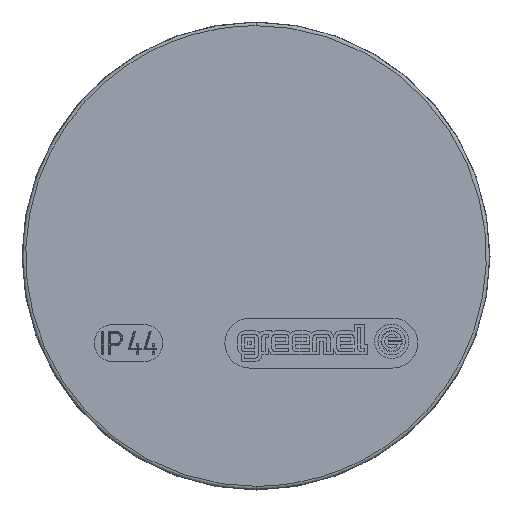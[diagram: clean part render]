
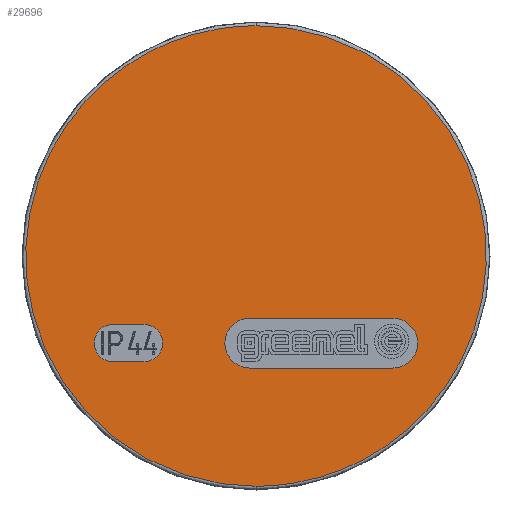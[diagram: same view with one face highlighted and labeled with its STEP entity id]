
A CAD part, front view. The second image highlights one B-rep face of the part: STEP entity #29696.
In plain terms, the highlighted planar face has unit normal (0, -1, 0).
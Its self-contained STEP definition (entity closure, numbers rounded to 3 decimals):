
#78 = VERTEX_POINT ( 'NONE', #14640 ) ;
#1477 = EDGE_CURVE ( 'NONE', #16203, #35356, #32669, .T. ) ;
#1545 = DIRECTION ( 'NONE',  ( 0., 1., 0. ) ) ;
#1817 = ORIENTED_EDGE ( 'NONE', *, *, #16885, .F. ) ;
#2005 = DIRECTION ( 'NONE',  ( 0., 0., -1. ) ) ;
#2391 = ORIENTED_EDGE ( 'NONE', *, *, #8400, .F. ) ;
#2887 = DIRECTION ( 'NONE',  ( 0., -1., 0. ) ) ;
#3145 = VECTOR ( 'NONE', #45791, 1000. ) ;
#3339 = CARTESIAN_POINT ( 'NONE',  ( 22., 0., -10. ) ) ;
#4473 = PLANE ( 'NONE',  #19595 ) ;
#4616 = VERTEX_POINT ( 'NONE', #3339 ) ;
#4682 = VECTOR ( 'NONE', #10076, 1000. ) ;
#4801 = CARTESIAN_POINT ( 'NONE',  ( -18., 0., -17. ) ) ;
#4829 = CARTESIAN_POINT ( 'NONE',  ( 0., 0., -17. ) ) ;
#4875 = ORIENTED_EDGE ( 'NONE', *, *, #13825, .F. ) ;
#4899 = ORIENTED_EDGE ( 'NONE', *, *, #1477, .F. ) ;
#5288 = ORIENTED_EDGE ( 'NONE', *, *, #7271, .F. ) ;
#5339 = DIRECTION ( 'NONE',  ( 0., 0., 1. ) ) ;
#5695 = CARTESIAN_POINT ( 'NONE',  ( 0., 0., 0. ) ) ;
#6488 = ORIENTED_EDGE ( 'NONE', *, *, #10352, .F. ) ;
#7271 = EDGE_CURVE ( 'NONE', #29457, #52273, #38087, .T. ) ;
#7620 = CARTESIAN_POINT ( 'NONE',  ( 0., 0., 37.009 ) ) ;
#8400 = EDGE_CURVE ( 'NONE', #35356, #41532, #30131, .T. ) ;
#8840 = CARTESIAN_POINT ( 'NONE',  ( 22., 0., -18. ) ) ;
#9930 = CARTESIAN_POINT ( 'NONE',  ( 0., 0., 37.009 ) ) ;
#10076 = DIRECTION ( 'NONE',  ( -1., 0., 0. ) ) ;
#10352 = EDGE_CURVE ( 'NONE', #4616, #29457, #10510, .T. ) ;
#10510 = LINE ( 'NONE', #26495, #4682 ) ;
#12321 = EDGE_LOOP ( 'NONE', ( #51537, #16512 ) ) ;
#13136 = DIRECTION ( 'NONE',  ( 0., 0., -1. ) ) ;
#13337 = VECTOR ( 'NONE', #50825, 1000. ) ;
#13510 = DIRECTION ( 'NONE',  ( 0., -1., 0. ) ) ;
#13825 = EDGE_CURVE ( 'NONE', #52273, #52309, #47584, .T. ) ;
#14640 = CARTESIAN_POINT ( 'NONE',  ( 0., 0., -37.009 ) ) ;
#15190 = CARTESIAN_POINT ( 'NONE',  ( -1., 0., -10. ) ) ;
#16203 = VERTEX_POINT ( 'NONE', #4801 ) ;
#16438 = AXIS2_PLACEMENT_3D ( 'NONE', #25732, #13510, #13136 ) ;
#16484 = CARTESIAN_POINT ( 'NONE',  ( 0., 0., -18. ) ) ;
#16512 = ORIENTED_EDGE ( 'NONE', *, *, #35735, .F. ) ;
#16885 = EDGE_CURVE ( 'NONE', #52309, #4616, #45511, .T. ) ;
#18203 = CARTESIAN_POINT ( 'NONE',  ( -18., 0., -11. ) ) ;
#18331 = CARTESIAN_POINT ( 'NONE',  ( 0., 0., 37.009 ) ) ;
#19175 =( BOUNDED_CURVE ( )  B_SPLINE_CURVE ( 3, ( #9930, #31147, #47765, #27080 ),
 .UNSPECIFIED., .F., .T. ) 
 B_SPLINE_CURVE_WITH_KNOTS ( ( 4, 4 ),
 ( 0., 1. ),
 .UNSPECIFIED. ) 
 CURVE ( )  GEOMETRIC_REPRESENTATION_ITEM ( )  RATIONAL_B_SPLINE_CURVE ( ( 1., 0.333, 0.333, 1. ) ) 
 REPRESENTATION_ITEM ( '' )  );
#19595 = AXIS2_PLACEMENT_3D ( 'NONE', #5695, #1545, #5339 ) ;
#20837 = ORIENTED_EDGE ( 'NONE', *, *, #36975, .F. ) ;
#21963 = DIRECTION ( 'NONE',  ( -1., 0., 0. ) ) ;
#22707 = CARTESIAN_POINT ( 'NONE',  ( -74.017, 0., -37.009 ) ) ;
#24386 = LINE ( 'NONE', #4829, #13337 ) ;
#24762 = CARTESIAN_POINT ( 'NONE',  ( -23., 0., -11. ) ) ;
#24840 = EDGE_LOOP ( 'NONE', ( #4899, #20837, #25125, #2391 ) ) ;
#25125 = ORIENTED_EDGE ( 'NONE', *, *, #41795, .F. ) ;
#25230 = VERTEX_POINT ( 'NONE', #52419 ) ;
#25356 = VERTEX_POINT ( 'NONE', #7620 ) ;
#25655 = CARTESIAN_POINT ( 'NONE',  ( 0., 0., -11. ) ) ;
#25732 = CARTESIAN_POINT ( 'NONE',  ( -1., 0., -14. ) ) ;
#26495 = CARTESIAN_POINT ( 'NONE',  ( 0., 0., -10. ) ) ;
#26670 = EDGE_CURVE ( 'NONE', #25356, #78, #19175, .T. ) ;
#26766 = CARTESIAN_POINT ( 'NONE',  ( 22., 0., -14. ) ) ;
#27080 = CARTESIAN_POINT ( 'NONE',  ( 0., 0., -37.009 ) ) ;
#27084 = FACE_OUTER_BOUND ( 'NONE', #12321, .T. ) ;
#29457 = VERTEX_POINT ( 'NONE', #15190 ) ;
#29696 = ADVANCED_FACE ( 'NONE', ( #27084, #42107, #31064 ), #4473, .F. ) ;
#30131 = LINE ( 'NONE', #25655, #31461 ) ;
#31064 = FACE_BOUND ( 'NONE', #24840, .T. ) ;
#31147 = CARTESIAN_POINT ( 'NONE',  ( 74.017, 0., 37.009 ) ) ;
#31461 = VECTOR ( 'NONE', #21963, 1000. ) ;
#32669 = CIRCLE ( 'NONE', #51048, 3. ) ;
#33637 = EDGE_LOOP ( 'NONE', ( #1817, #4875, #5288, #6488 ) ) ;
#34670 = DIRECTION ( 'NONE',  ( 0., -1., 0. ) ) ;
#35356 = VERTEX_POINT ( 'NONE', #18203 ) ;
#35735 = EDGE_CURVE ( 'NONE', #78, #25356, #45648, .T. ) ;
#35996 = DIRECTION ( 'NONE',  ( 0., -1., 0. ) ) ;
#36975 = EDGE_CURVE ( 'NONE', #25230, #16203, #24386, .T. ) ;
#37903 = CIRCLE ( 'NONE', #50742, 3. ) ;
#38087 = CIRCLE ( 'NONE', #16438, 4. ) ;
#39526 = CARTESIAN_POINT ( 'NONE',  ( -74.017, 0., 37.009 ) ) ;
#40117 = DIRECTION ( 'NONE',  ( 0., 0., -1. ) ) ;
#41532 = VERTEX_POINT ( 'NONE', #24762 ) ;
#41795 = EDGE_CURVE ( 'NONE', #41532, #25230, #37903, .T. ) ;
#42107 = FACE_BOUND ( 'NONE', #33637, .T. ) ;
#43998 = DIRECTION ( 'NONE',  ( 0., 0., -1. ) ) ;
#44219 = CARTESIAN_POINT ( 'NONE',  ( -18., 0., -14. ) ) ;
#45229 = CARTESIAN_POINT ( 'NONE',  ( -1., 0., -18. ) ) ;
#45511 = CIRCLE ( 'NONE', #49375, 4. ) ;
#45648 =( BOUNDED_CURVE ( )  B_SPLINE_CURVE ( 3, ( #47077, #22707, #39526, #18331 ),
 .UNSPECIFIED., .F., .T. ) 
 B_SPLINE_CURVE_WITH_KNOTS ( ( 4, 4 ),
 ( 0., 1. ),
 .UNSPECIFIED. ) 
 CURVE ( )  GEOMETRIC_REPRESENTATION_ITEM ( )  RATIONAL_B_SPLINE_CURVE ( ( 1., 0.333, 0.333, 1. ) ) 
 REPRESENTATION_ITEM ( '' )  );
#45791 = DIRECTION ( 'NONE',  ( 1., 0., 0. ) ) ;
#47077 = CARTESIAN_POINT ( 'NONE',  ( 0., 0., -37.009 ) ) ;
#47584 = LINE ( 'NONE', #16484, #3145 ) ;
#47765 = CARTESIAN_POINT ( 'NONE',  ( 74.017, 0., -37.009 ) ) ;
#48713 = CARTESIAN_POINT ( 'NONE',  ( -23., 0., -14. ) ) ;
#49375 = AXIS2_PLACEMENT_3D ( 'NONE', #26766, #34670, #2005 ) ;
#50742 = AXIS2_PLACEMENT_3D ( 'NONE', #48713, #2887, #43998 ) ;
#50825 = DIRECTION ( 'NONE',  ( 1., 0., 0. ) ) ;
#51048 = AXIS2_PLACEMENT_3D ( 'NONE', #44219, #35996, #40117 ) ;
#51537 = ORIENTED_EDGE ( 'NONE', *, *, #26670, .F. ) ;
#52273 = VERTEX_POINT ( 'NONE', #45229 ) ;
#52309 = VERTEX_POINT ( 'NONE', #8840 ) ;
#52419 = CARTESIAN_POINT ( 'NONE',  ( -23., 0., -17. ) ) ;
